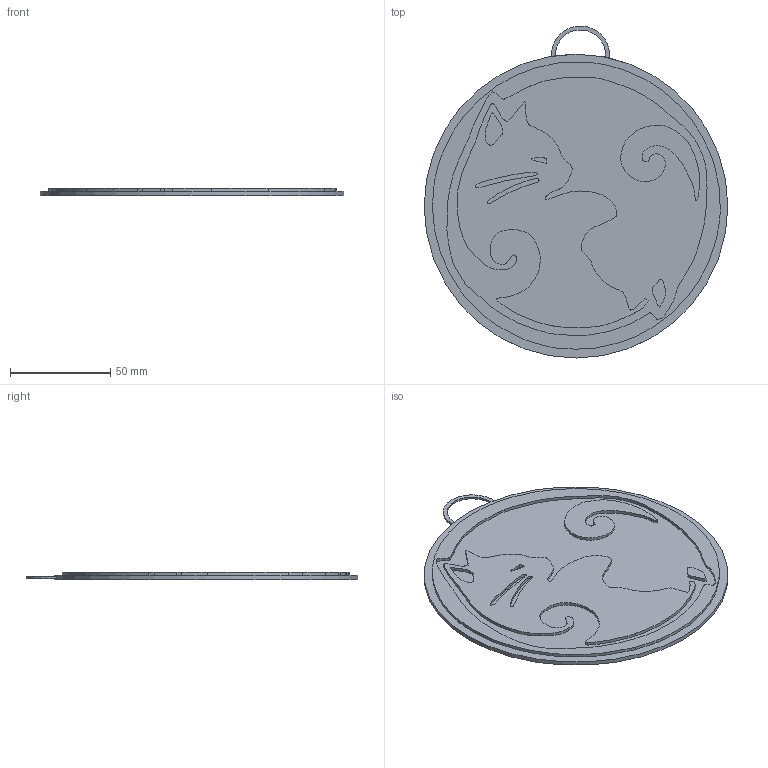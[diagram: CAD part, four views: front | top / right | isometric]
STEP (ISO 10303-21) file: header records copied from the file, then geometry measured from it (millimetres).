
FILE_DESCRIPTION(/* description */ (''),/* implementation_level */ '2;1');
FILE_NAME(/* name */ 'cats.step',/* time_stamp */ '2023-05-13T12:29:38+03:00',/* author */ (''),/* organization */ (''),/* preprocessor_version */ 'ST-DEVELOPER v19.2',/* originating_system */ 'Autodesk Translation Framework v12.4.0.73',/* authorisation */ '');
FILE_SCHEMA (('AUTOMOTIVE_DESIGN { 1 0 10303 214 3 1 1 }'));
Length unit declared in the file: millimetre
Products named in the file (1): (Unsaved)
Bounding box: 151.54 x 165.65 x 3.5 mm (x, y, z)
Volume: 48832.3 mm3; surface area: 39918.1 mm2
Topology: 1 solids, 1 shells, 228 faces, 651 edges, 434 vertices
Faces by surface type: bspline 200, plane 25, cylinder 3
Full cylindrical faces by diameter (mm): 151.537 x1
Entity records: 8140 total; most frequent: CARTESIAN_POINT 3914, ORIENTED_EDGE 1302, EDGE_CURVE 651, VERTEX_POINT 434, DIRECTION 319, LINE 241, VECTOR 241, EDGE_LOOP 239
